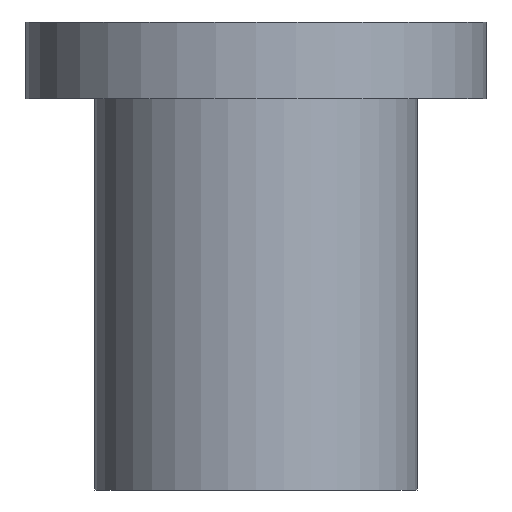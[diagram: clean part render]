
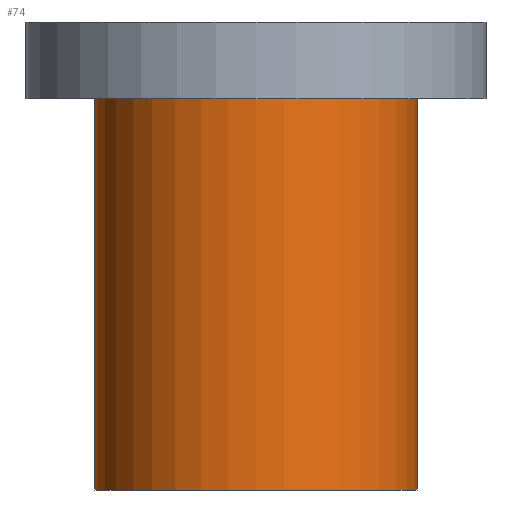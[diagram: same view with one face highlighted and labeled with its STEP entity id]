
A CAD part, front view. The second image highlights one B-rep face of the part: STEP entity #74.
In plain terms, the highlighted cylindrical face has radius 2.1 mm (diameter 4.2 mm), a full revolution.
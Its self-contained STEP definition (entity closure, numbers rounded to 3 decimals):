
#33=DIRECTION('',(1.,0.,0.));
#41=DIRECTION('',(-0.,-0.,-1.));
#49=EDGE_CURVE('',#50,#50,#52,.T.);
#50=VERTEX_POINT('',#51);
#51=CARTESIAN_POINT('',(2.1,0.,0.));
#52=CIRCLE('',#53,2.1);
#53=AXIS2_PLACEMENT_3D('',#54,#55,#33);
#54=CARTESIAN_POINT('',(0.,0.,0.));
#55=DIRECTION('',(0.,0.,-1.));
#74=ADVANCED_FACE('',(#75),#90,.T.);
#75=FACE_BOUND('',#76,.F.);
#76=EDGE_LOOP('',(#77,#83,#88,#89));
#77=ORIENTED_EDGE('',*,*,#78,.T.);
#78=EDGE_CURVE('',#50,#79,#81,.T.);
#79=VERTEX_POINT('',#80);
#80=CARTESIAN_POINT('',(2.1,0.,-5.1));
#81=LINE('',#51,#82);
#82=VECTOR('',#41,1.);
#83=ORIENTED_EDGE('',*,*,#84,.T.);
#84=EDGE_CURVE('',#79,#79,#85,.T.);
#85=CIRCLE('',#86,2.1);
#86=AXIS2_PLACEMENT_3D('',#87,#55,#33);
#87=CARTESIAN_POINT('',(0.,0.,-5.1));
#88=ORIENTED_EDGE('',*,*,#78,.F.);
#89=ORIENTED_EDGE('',*,*,#49,.F.);
#90=CYLINDRICAL_SURFACE('',#91,2.1);
#91=AXIS2_PLACEMENT_3D('',#54,#92,#33);
#92=DIRECTION('',(-0.,-0.,1.));
